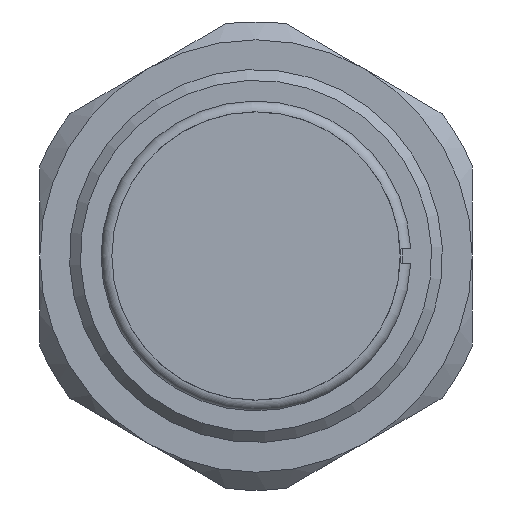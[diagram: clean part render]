
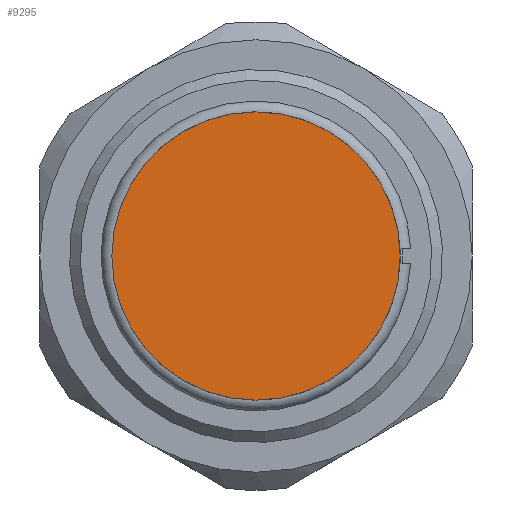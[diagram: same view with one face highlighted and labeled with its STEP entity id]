
A CAD part, left-side view. The second image highlights one B-rep face of the part: STEP entity #9295.
In plain terms, the highlighted planar face has unit normal (-1, 0, 0).
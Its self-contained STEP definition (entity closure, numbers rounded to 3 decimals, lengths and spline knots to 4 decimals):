
#544=CIRCLE('',#9794,4.);
#545=CIRCLE('',#9795,4.);
#1746=PLANE('',#9793);
#2198=FACE_OUTER_BOUND('',#2747,.T.);
#2747=EDGE_LOOP('',(#7939,#7940));
#4158=VERTEX_POINT('',#65190);
#4159=VERTEX_POINT('',#65191);
#5440=EDGE_CURVE('',#4158,#4159,#544,.T.);
#5441=EDGE_CURVE('',#4159,#4158,#545,.T.);
#7939=ORIENTED_EDGE('',*,*,#5440,.F.);
#7940=ORIENTED_EDGE('',*,*,#5441,.F.);
#9295=ADVANCED_FACE('',(#2198),#1746,.T.);
#9793=AXIS2_PLACEMENT_3D('',#65189,#11202,#11203);
#9794=AXIS2_PLACEMENT_3D('',#65192,#11204,#11205);
#9795=AXIS2_PLACEMENT_3D('',#65193,#11206,#11207);
#11202=DIRECTION('center_axis',(-1.,0.,0.));
#11203=DIRECTION('ref_axis',(0.,0.,1.));
#11204=DIRECTION('center_axis',(1.,0.,0.));
#11205=DIRECTION('ref_axis',(0.,1.,0.));
#11206=DIRECTION('center_axis',(1.,0.,0.));
#11207=DIRECTION('ref_axis',(0.,1.,0.));
#65189=CARTESIAN_POINT('Origin',(0.,3.525,0.));
#65190=CARTESIAN_POINT('',(0.,4.,0.));
#65191=CARTESIAN_POINT('',(0.,-4.,0.));
#65192=CARTESIAN_POINT('Origin',(0.,0.,0.));
#65193=CARTESIAN_POINT('Origin',(0.,0.,0.));
